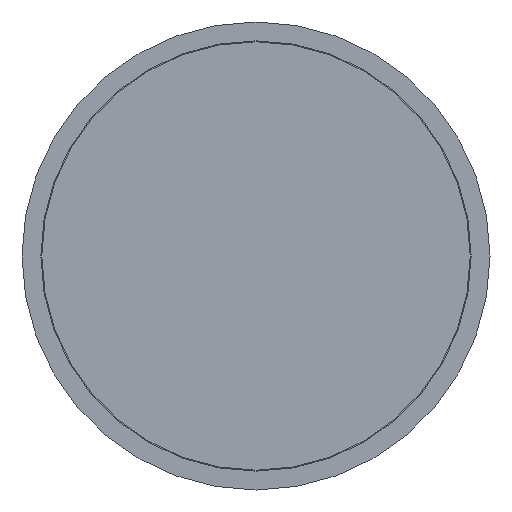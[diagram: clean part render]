
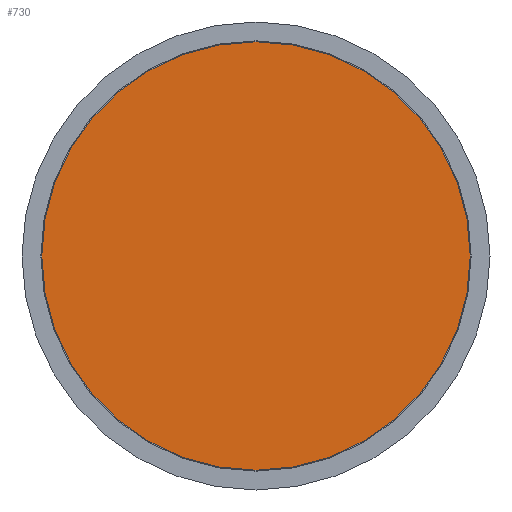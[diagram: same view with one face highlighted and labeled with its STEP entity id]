
A CAD part, front view. The second image highlights one B-rep face of the part: STEP entity #730.
In plain terms, the highlighted planar face has unit normal (0, -1, 0).
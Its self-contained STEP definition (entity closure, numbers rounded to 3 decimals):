
#20 = FACE_OUTER_BOUND ( 'NONE', #585, .T. ) ;
#49 = CIRCLE ( 'NONE', #701, 56.75 ) ;
#325 = PLANE ( 'NONE',  #584 ) ;
#430 = DIRECTION ( 'NONE',  ( 0., 1., 0. ) ) ;
#479 = VERTEX_POINT ( 'NONE', #797 ) ;
#501 = CARTESIAN_POINT ( 'NONE',  ( 0., 0., 0. ) ) ;
#505 = DIRECTION ( 'NONE',  ( 0., -1., 0. ) ) ;
#584 = AXIS2_PLACEMENT_3D ( 'NONE', #972, #430, #900 ) ;
#585 = EDGE_LOOP ( 'NONE', ( #762 ) ) ;
#701 = AXIS2_PLACEMENT_3D ( 'NONE', #501, #505, #737 ) ;
#730 = ADVANCED_FACE ( 'NONE', ( #20 ), #325, .F. ) ;
#737 = DIRECTION ( 'NONE',  ( 0., 0., -1. ) ) ;
#762 = ORIENTED_EDGE ( 'NONE', *, *, #787, .T. ) ;
#787 = EDGE_CURVE ( 'NONE', #479, #479, #49, .T. ) ;
#797 = CARTESIAN_POINT ( 'NONE',  ( 0., 0., -56.75 ) ) ;
#900 = DIRECTION ( 'NONE',  ( 0., 0., 1. ) ) ;
#972 = CARTESIAN_POINT ( 'NONE',  ( -56.75, 0., 0. ) ) ;
